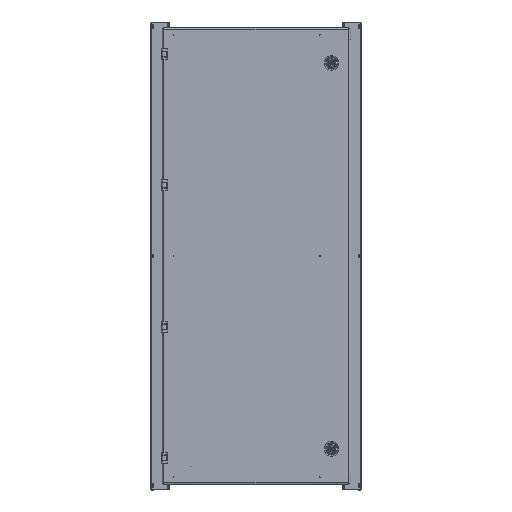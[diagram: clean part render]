
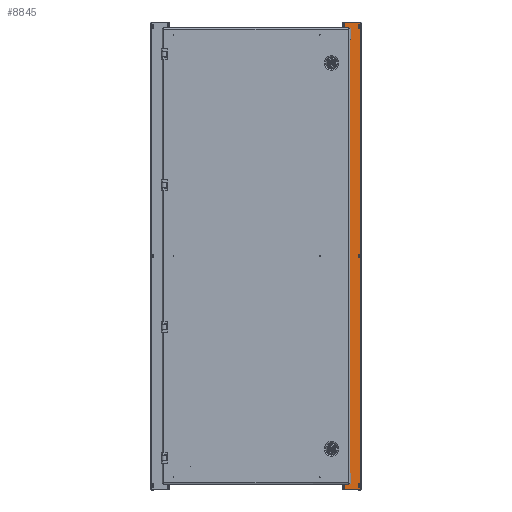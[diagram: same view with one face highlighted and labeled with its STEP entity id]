
A CAD part, top view. The second image highlights one B-rep face of the part: STEP entity #8845.
In plain terms, the highlighted face is planar.
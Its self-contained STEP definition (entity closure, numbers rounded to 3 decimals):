
#322 = VERTEX_POINT ( 'NONE', #7974 ) ;
#533 = CARTESIAN_POINT ( 'NONE',  ( 17.5, -200., 0. ) ) ;
#600 = CARTESIAN_POINT ( 'NONE',  ( 14., 570., 0. ) ) ;
#612 = EDGE_LOOP ( 'NONE', ( #19299, #6910, #2282, #4147 ) ) ;
#802 = CARTESIAN_POINT ( 'NONE',  ( 14., -570., 0. ) ) ;
#804 = CIRCLE ( 'NONE', #19904, 3.5 ) ;
#808 = EDGE_CURVE ( 'NONE', #4417, #14010, #8322, .T. ) ;
#1002 = VERTEX_POINT ( 'NONE', #6425 ) ;
#1133 = CIRCLE ( 'NONE', #14627, 3.5 ) ;
#1225 = DIRECTION ( 'NONE',  ( 0., 0., -1. ) ) ;
#1244 = CARTESIAN_POINT ( 'NONE',  ( -26.5, -661., 0. ) ) ;
#1259 = DIRECTION ( 'NONE',  ( 1., 0., 0. ) ) ;
#1413 = EDGE_CURVE ( 'NONE', #16214, #4417, #2426, .T. ) ;
#1578 = VERTEX_POINT ( 'NONE', #11489 ) ;
#1725 = DIRECTION ( 'NONE',  ( 1., 0., 0. ) ) ;
#2065 = ORIENTED_EDGE ( 'NONE', *, *, #3073, .F. ) ;
#2108 = CARTESIAN_POINT ( 'NONE',  ( 14., 570., 0. ) ) ;
#2272 = EDGE_LOOP ( 'NONE', ( #16216, #18744 ) ) ;
#2282 = ORIENTED_EDGE ( 'NONE', *, *, #808, .F. ) ;
#2293 = AXIS2_PLACEMENT_3D ( 'NONE', #19818, #16676, #1259 ) ;
#2426 = LINE ( 'NONE', #5022, #13389 ) ;
#2579 = AXIS2_PLACEMENT_3D ( 'NONE', #2108, #3616, #16157 ) ;
#2648 = DIRECTION ( 'NONE',  ( 1., 0., 0. ) ) ;
#2778 = CARTESIAN_POINT ( 'NONE',  ( -26.5, 661., 0. ) ) ;
#2885 = DIRECTION ( 'NONE',  ( 1., 0., 0. ) ) ;
#2903 = AXIS2_PLACEMENT_3D ( 'NONE', #7312, #1225, #2648 ) ;
#3073 = EDGE_CURVE ( 'NONE', #18189, #9209, #19939, .T. ) ;
#3292 = CIRCLE ( 'NONE', #14780, 3.5 ) ;
#3577 = DIRECTION ( 'NONE',  ( 0., 0., 1. ) ) ;
#3616 = DIRECTION ( 'NONE',  ( 0., 0., 1. ) ) ;
#3653 = EDGE_LOOP ( 'NONE', ( #4610, #19390 ) ) ;
#3837 = CARTESIAN_POINT ( 'NONE',  ( 10.5, -570., 0. ) ) ;
#4147 = ORIENTED_EDGE ( 'NONE', *, *, #1413, .F. ) ;
#4417 = VERTEX_POINT ( 'NONE', #16694 ) ;
#4610 = ORIENTED_EDGE ( 'NONE', *, *, #9736, .T. ) ;
#4716 = FACE_BOUND ( 'NONE', #4777, .T. ) ;
#4777 = EDGE_LOOP ( 'NONE', ( #16917, #14884 ) ) ;
#4871 = DIRECTION ( 'NONE',  ( 0., 0., 1. ) ) ;
#5022 = CARTESIAN_POINT ( 'NONE',  ( -23.121, 661., 0. ) ) ;
#6026 = EDGE_CURVE ( 'NONE', #6127, #1578, #7915, .T. ) ;
#6127 = VERTEX_POINT ( 'NONE', #6624 ) ;
#6381 = DIRECTION ( 'NONE',  ( 1., 0., 0. ) ) ;
#6425 = CARTESIAN_POINT ( 'NONE',  ( 17.5, -570., 0. ) ) ;
#6542 = LINE ( 'NONE', #2778, #13612 ) ;
#6609 = VECTOR ( 'NONE', #2885, 1000. ) ;
#6624 = CARTESIAN_POINT ( 'NONE',  ( 17.5, 570., 0. ) ) ;
#6910 = ORIENTED_EDGE ( 'NONE', *, *, #12296, .F. ) ;
#6935 = CARTESIAN_POINT ( 'NONE',  ( 14., -200., 0. ) ) ;
#7196 = CIRCLE ( 'NONE', #15949, 3.5 ) ;
#7312 = CARTESIAN_POINT ( 'NONE',  ( 14., -570., 0. ) ) ;
#7783 = PLANE ( 'NONE',  #12303 ) ;
#7876 = CIRCLE ( 'NONE', #14275, 3.5 ) ;
#7889 = CARTESIAN_POINT ( 'NONE',  ( 23.121, -661., 0. ) ) ;
#7915 = CIRCLE ( 'NONE', #2579, 3.5 ) ;
#7974 = CARTESIAN_POINT ( 'NONE',  ( 23.121, 661., 0. ) ) ;
#7993 = EDGE_CURVE ( 'NONE', #9209, #18189, #3292, .T. ) ;
#8133 = CARTESIAN_POINT ( 'NONE',  ( 23.121, -661., 0. ) ) ;
#8322 = LINE ( 'NONE', #1244, #6609 ) ;
#8501 = DIRECTION ( 'NONE',  ( 1., 0., 0. ) ) ;
#8631 = FACE_BOUND ( 'NONE', #2272, .T. ) ;
#8738 = EDGE_CURVE ( 'NONE', #1002, #13744, #18664, .T. ) ;
#8845 = ADVANCED_FACE ( 'NONE', ( #9116, #4716, #13981, #8631, #12989 ), #7783, .T. ) ;
#9116 = FACE_BOUND ( 'NONE', #11022, .T. ) ;
#9209 = VERTEX_POINT ( 'NONE', #533 ) ;
#9293 = EDGE_CURVE ( 'NONE', #13744, #1002, #804, .T. ) ;
#9736 = EDGE_CURVE ( 'NONE', #11577, #18792, #7876, .T. ) ;
#9781 = CARTESIAN_POINT ( 'NONE',  ( 14., 200., 0. ) ) ;
#9936 = DIRECTION ( 'NONE',  ( 1., 0., 0. ) ) ;
#10769 = DIRECTION ( 'NONE',  ( -1., 0., 0. ) ) ;
#11022 = EDGE_LOOP ( 'NONE', ( #18196, #2065 ) ) ;
#11489 = CARTESIAN_POINT ( 'NONE',  ( 10.5, 570., 0. ) ) ;
#11577 = VERTEX_POINT ( 'NONE', #13869 ) ;
#12174 = VECTOR ( 'NONE', #19169, 1000. ) ;
#12264 = CARTESIAN_POINT ( 'NONE',  ( 26.5, 661., 0. ) ) ;
#12296 = EDGE_CURVE ( 'NONE', #14010, #322, #12400, .T. ) ;
#12303 = AXIS2_PLACEMENT_3D ( 'NONE', #12264, #13838, #15345 ) ;
#12400 = LINE ( 'NONE', #8133, #12174 ) ;
#12623 = CARTESIAN_POINT ( 'NONE',  ( -23.121, 661., 0. ) ) ;
#12793 = EDGE_CURVE ( 'NONE', #322, #16214, #6542, .T. ) ;
#12989 = FACE_OUTER_BOUND ( 'NONE', #612, .T. ) ;
#13193 = DIRECTION ( 'NONE',  ( 1., 0., 0. ) ) ;
#13389 = VECTOR ( 'NONE', #15923, 1000. ) ;
#13612 = VECTOR ( 'NONE', #10769, 1000. ) ;
#13744 = VERTEX_POINT ( 'NONE', #3837 ) ;
#13838 = DIRECTION ( 'NONE',  ( 0., 0., -1. ) ) ;
#13869 = CARTESIAN_POINT ( 'NONE',  ( 17.5, 200., 0. ) ) ;
#13981 = FACE_BOUND ( 'NONE', #3653, .T. ) ;
#14010 = VERTEX_POINT ( 'NONE', #7889 ) ;
#14275 = AXIS2_PLACEMENT_3D ( 'NONE', #9781, #3577, #6381 ) ;
#14564 = DIRECTION ( 'NONE',  ( 0., 0., 1. ) ) ;
#14627 = AXIS2_PLACEMENT_3D ( 'NONE', #18934, #4871, #1725 ) ;
#14670 = CARTESIAN_POINT ( 'NONE',  ( 10.5, -200., 0. ) ) ;
#14780 = AXIS2_PLACEMENT_3D ( 'NONE', #6935, #17843, #8501 ) ;
#14884 = ORIENTED_EDGE ( 'NONE', *, *, #9293, .F. ) ;
#15345 = DIRECTION ( 'NONE',  ( -1., 0., 0. ) ) ;
#15923 = DIRECTION ( 'NONE',  ( 0., -1., 0. ) ) ;
#15949 = AXIS2_PLACEMENT_3D ( 'NONE', #600, #14564, #9936 ) ;
#15959 = CARTESIAN_POINT ( 'NONE',  ( 10.5, 200., 0. ) ) ;
#16157 = DIRECTION ( 'NONE',  ( 1., 0., 0. ) ) ;
#16198 = EDGE_CURVE ( 'NONE', #18792, #11577, #1133, .T. ) ;
#16214 = VERTEX_POINT ( 'NONE', #12623 ) ;
#16216 = ORIENTED_EDGE ( 'NONE', *, *, #6026, .T. ) ;
#16676 = DIRECTION ( 'NONE',  ( 0., 0., -1. ) ) ;
#16694 = CARTESIAN_POINT ( 'NONE',  ( -23.121, -661., 0. ) ) ;
#16917 = ORIENTED_EDGE ( 'NONE', *, *, #8738, .F. ) ;
#17501 = EDGE_CURVE ( 'NONE', #1578, #6127, #7196, .T. ) ;
#17843 = DIRECTION ( 'NONE',  ( 0., 0., -1. ) ) ;
#17997 = DIRECTION ( 'NONE',  ( 0., 0., -1. ) ) ;
#18189 = VERTEX_POINT ( 'NONE', #14670 ) ;
#18196 = ORIENTED_EDGE ( 'NONE', *, *, #7993, .F. ) ;
#18664 = CIRCLE ( 'NONE', #2903, 3.5 ) ;
#18744 = ORIENTED_EDGE ( 'NONE', *, *, #17501, .T. ) ;
#18792 = VERTEX_POINT ( 'NONE', #15959 ) ;
#18934 = CARTESIAN_POINT ( 'NONE',  ( 14., 200., 0. ) ) ;
#19169 = DIRECTION ( 'NONE',  ( 0., 1., 0. ) ) ;
#19299 = ORIENTED_EDGE ( 'NONE', *, *, #12793, .F. ) ;
#19390 = ORIENTED_EDGE ( 'NONE', *, *, #16198, .T. ) ;
#19818 = CARTESIAN_POINT ( 'NONE',  ( 14., -200., 0. ) ) ;
#19904 = AXIS2_PLACEMENT_3D ( 'NONE', #802, #17997, #13193 ) ;
#19939 = CIRCLE ( 'NONE', #2293, 3.5 ) ;
